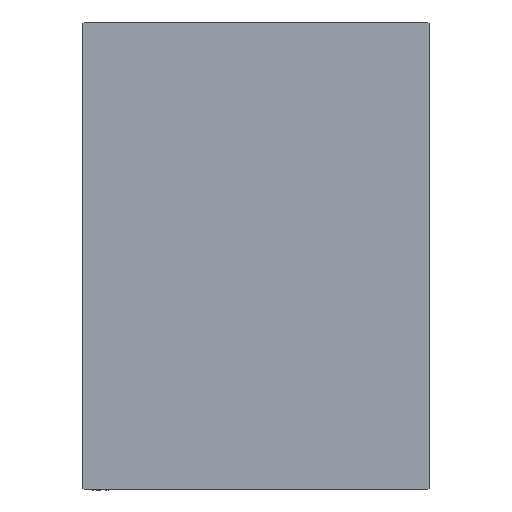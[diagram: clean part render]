
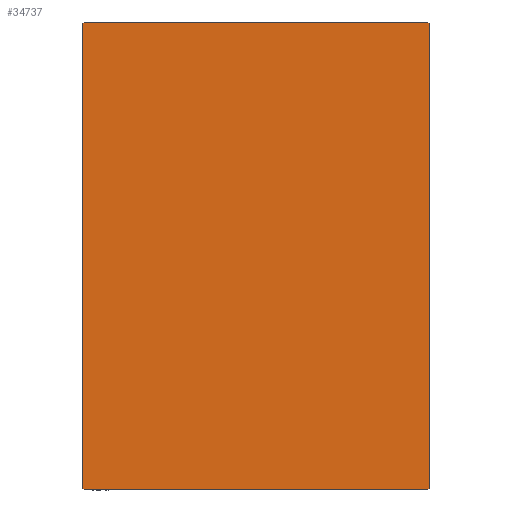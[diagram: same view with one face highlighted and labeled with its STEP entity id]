
A CAD part, left-side view. The second image highlights one B-rep face of the part: STEP entity #34737.
In plain terms, the highlighted face is planar.
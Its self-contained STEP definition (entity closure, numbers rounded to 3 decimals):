
#156 = CARTESIAN_POINT ( 'NONE',  ( 263., -31.2, -42.5 ) ) ;
#486 = VECTOR ( 'NONE', #9561, 1000. ) ;
#1200 = DIRECTION ( 'NONE',  ( 0., -0.707, 0.707 ) ) ;
#2127 = ORIENTED_EDGE ( 'NONE', *, *, #16673, .T. ) ;
#2735 = DIRECTION ( 'NONE',  ( 0., 1., 0. ) ) ;
#2736 = DIRECTION ( 'NONE',  ( 0., 0., -1. ) ) ;
#2774 = EDGE_LOOP ( 'NONE', ( #6897, #12277, #12924, #7797, #2127, #14288, #34761, #11341 ) ) ;
#3165 = VERTEX_POINT ( 'NONE', #156 ) ;
#4494 = CARTESIAN_POINT ( 'NONE',  ( 263., 31.5, 42.2 ) ) ;
#4813 = CARTESIAN_POINT ( 'NONE',  ( 263., 31.5, -42.2 ) ) ;
#5227 = DIRECTION ( 'NONE',  ( 0., 0., -1. ) ) ;
#5876 = CARTESIAN_POINT ( 'NONE',  ( 263., -31.5, 42.5 ) ) ;
#6443 = CARTESIAN_POINT ( 'NONE',  ( 263., -31.5, 42.2 ) ) ;
#6897 = ORIENTED_EDGE ( 'NONE', *, *, #20672, .T. ) ;
#7070 = VECTOR ( 'NONE', #20496, 1000. ) ;
#7336 = EDGE_CURVE ( 'NONE', #22036, #3165, #18495, .T. ) ;
#7616 = CARTESIAN_POINT ( 'NONE',  ( 263., 36.85, 36.85 ) ) ;
#7711 = VECTOR ( 'NONE', #40614, 1000. ) ;
#7797 = ORIENTED_EDGE ( 'NONE', *, *, #20003, .T. ) ;
#9561 = DIRECTION ( 'NONE',  ( 0., -1., 0. ) ) ;
#10013 = FACE_OUTER_BOUND ( 'NONE', #2774, .T. ) ;
#10221 = CARTESIAN_POINT ( 'NONE',  ( 263., 31.5, 42.5 ) ) ;
#10303 = VECTOR ( 'NONE', #5227, 1000. ) ;
#11341 = ORIENTED_EDGE ( 'NONE', *, *, #7336, .T. ) ;
#12277 = ORIENTED_EDGE ( 'NONE', *, *, #21877, .T. ) ;
#12924 = ORIENTED_EDGE ( 'NONE', *, *, #29843, .T. ) ;
#13411 = VERTEX_POINT ( 'NONE', #42998 ) ;
#13559 = CARTESIAN_POINT ( 'NONE',  ( 263., 0., 0. ) ) ;
#14288 = ORIENTED_EDGE ( 'NONE', *, *, #24083, .T. ) ;
#16673 = EDGE_CURVE ( 'NONE', #17708, #42934, #20632, .T. ) ;
#16726 = CARTESIAN_POINT ( 'NONE',  ( 263., 31.5, -42.5 ) ) ;
#16858 = VECTOR ( 'NONE', #33168, 1000. ) ;
#17708 = VERTEX_POINT ( 'NONE', #23351 ) ;
#18495 = LINE ( 'NONE', #18709, #39606 ) ;
#18709 = CARTESIAN_POINT ( 'NONE',  ( 263., -36.85, -36.85 ) ) ;
#20003 = EDGE_CURVE ( 'NONE', #23923, #17708, #34799, .T. ) ;
#20046 = LINE ( 'NONE', #16726, #7070 ) ;
#20496 = DIRECTION ( 'NONE',  ( 0., 0., 1. ) ) ;
#20632 = LINE ( 'NONE', #10221, #486 ) ;
#20672 = EDGE_CURVE ( 'NONE', #3165, #13411, #25305, .T. ) ;
#21877 = EDGE_CURVE ( 'NONE', #13411, #23354, #32942, .T. ) ;
#22036 = VERTEX_POINT ( 'NONE', #40880 ) ;
#23351 = CARTESIAN_POINT ( 'NONE',  ( 263., 31.2, 42.5 ) ) ;
#23354 = VERTEX_POINT ( 'NONE', #4813 ) ;
#23923 = VERTEX_POINT ( 'NONE', #4494 ) ;
#24083 = EDGE_CURVE ( 'NONE', #42934, #28592, #30694, .T. ) ;
#25305 = LINE ( 'NONE', #28022, #30229 ) ;
#27054 = DIRECTION ( 'NONE',  ( 1., 0., 0. ) ) ;
#27293 = AXIS2_PLACEMENT_3D ( 'NONE', #13559, #27054, #2736 ) ;
#27388 = CARTESIAN_POINT ( 'NONE',  ( 263., -36.85, 36.85 ) ) ;
#28022 = CARTESIAN_POINT ( 'NONE',  ( 263., -31.5, -42.5 ) ) ;
#28592 = VERTEX_POINT ( 'NONE', #6443 ) ;
#29843 = EDGE_CURVE ( 'NONE', #23354, #23923, #20046, .T. ) ;
#30229 = VECTOR ( 'NONE', #2735, 1000. ) ;
#30694 = LINE ( 'NONE', #27388, #7711 ) ;
#31971 = LINE ( 'NONE', #5876, #10303 ) ;
#32186 = DIRECTION ( 'NONE',  ( 0., 0.707, -0.707 ) ) ;
#32942 = LINE ( 'NONE', #39140, #16858 ) ;
#33011 = PLANE ( 'NONE',  #27293 ) ;
#33168 = DIRECTION ( 'NONE',  ( 0., 0.707, 0.707 ) ) ;
#33594 = EDGE_CURVE ( 'NONE', #28592, #22036, #31971, .T. ) ;
#34737 = ADVANCED_FACE ( 'NONE', ( #10013 ), #33011, .T. ) ;
#34761 = ORIENTED_EDGE ( 'NONE', *, *, #33594, .T. ) ;
#34799 = LINE ( 'NONE', #7616, #36522 ) ;
#36522 = VECTOR ( 'NONE', #1200, 1000. ) ;
#38404 = CARTESIAN_POINT ( 'NONE',  ( 263., -31.2, 42.5 ) ) ;
#39140 = CARTESIAN_POINT ( 'NONE',  ( 263., 36.85, -36.85 ) ) ;
#39606 = VECTOR ( 'NONE', #32186, 1000. ) ;
#40614 = DIRECTION ( 'NONE',  ( 0., -0.707, -0.707 ) ) ;
#40880 = CARTESIAN_POINT ( 'NONE',  ( 263., -31.5, -42.2 ) ) ;
#42934 = VERTEX_POINT ( 'NONE', #38404 ) ;
#42998 = CARTESIAN_POINT ( 'NONE',  ( 263., 31.2, -42.5 ) ) ;
